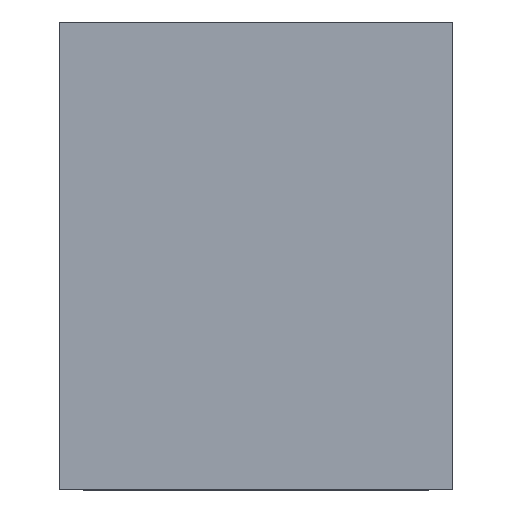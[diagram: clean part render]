
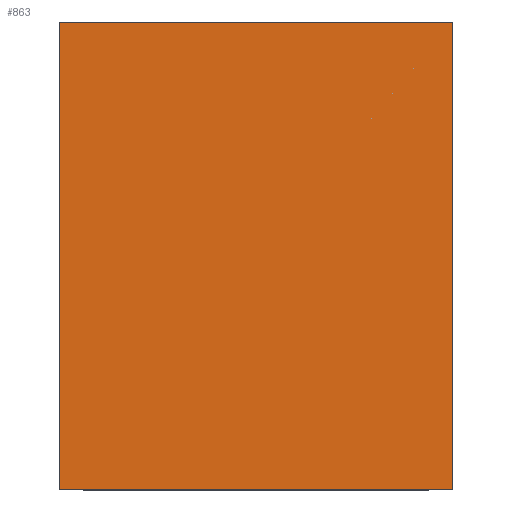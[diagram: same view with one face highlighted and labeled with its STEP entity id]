
A CAD part, left-side view. The second image highlights one B-rep face of the part: STEP entity #863.
In plain terms, the highlighted planar face has unit normal (-1, 0, 0).
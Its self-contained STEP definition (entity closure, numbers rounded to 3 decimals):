
#26 = EDGE_CURVE ( 'NONE', #345, #936, #699, .T. ) ;
#110 = DIRECTION ( 'NONE',  ( 0., 0., -1. ) ) ;
#116 = CARTESIAN_POINT ( 'NONE',  ( -1.6, 2.1, 1.25 ) ) ;
#150 = DIRECTION ( 'NONE',  ( 0., -1., 0. ) ) ;
#194 = DIRECTION ( 'NONE',  ( 1., 0., 0. ) ) ;
#239 = EDGE_LOOP ( 'NONE', ( #275, #805, #906, #703 ) ) ;
#275 = ORIENTED_EDGE ( 'NONE', *, *, #1100, .T. ) ;
#279 = DIRECTION ( 'NONE',  ( 0., 0., -1. ) ) ;
#285 = CARTESIAN_POINT ( 'NONE',  ( -1.6, 0., 1.25 ) ) ;
#345 = VERTEX_POINT ( 'NONE', #685 ) ;
#398 = CARTESIAN_POINT ( 'NONE',  ( -1.6, 0., -1.25 ) ) ;
#402 = CARTESIAN_POINT ( 'NONE',  ( -1.6, 0., 1.25 ) ) ;
#417 = VECTOR ( 'NONE', #150, 1000. ) ;
#449 = CARTESIAN_POINT ( 'NONE',  ( -1.6, 0., 1.25 ) ) ;
#458 = EDGE_CURVE ( 'NONE', #869, #927, #1097, .T. ) ;
#497 = VECTOR ( 'NONE', #670, 1000. ) ;
#544 = CARTESIAN_POINT ( 'NONE',  ( -1.6, 0., -1.25 ) ) ;
#628 = FACE_OUTER_BOUND ( 'NONE', #239, .T. ) ;
#670 = DIRECTION ( 'NONE',  ( 0., -1., 0. ) ) ;
#680 = VECTOR ( 'NONE', #110, 1000. ) ;
#685 = CARTESIAN_POINT ( 'NONE',  ( -1.6, 2.1, 1.25 ) ) ;
#699 = LINE ( 'NONE', #116, #888 ) ;
#703 = ORIENTED_EDGE ( 'NONE', *, *, #26, .T. ) ;
#805 = ORIENTED_EDGE ( 'NONE', *, *, #458, .F. ) ;
#819 = DIRECTION ( 'NONE',  ( 0., 0., -1. ) ) ;
#863 = ADVANCED_FACE ( 'NONE', ( #628 ), #978, .F. ) ;
#869 = VERTEX_POINT ( 'NONE', #449 ) ;
#888 = VECTOR ( 'NONE', #819, 1000. ) ;
#896 = CARTESIAN_POINT ( 'NONE',  ( -1.6, 0., 1.25 ) ) ;
#906 = ORIENTED_EDGE ( 'NONE', *, *, #1107, .F. ) ;
#927 = VERTEX_POINT ( 'NONE', #398 ) ;
#936 = VERTEX_POINT ( 'NONE', #1015 ) ;
#978 = PLANE ( 'NONE',  #979 ) ;
#979 = AXIS2_PLACEMENT_3D ( 'NONE', #896, #194, #279 ) ;
#1015 = CARTESIAN_POINT ( 'NONE',  ( -1.6, 2.1, -1.25 ) ) ;
#1068 = LINE ( 'NONE', #402, #417 ) ;
#1079 = LINE ( 'NONE', #544, #497 ) ;
#1097 = LINE ( 'NONE', #285, #680 ) ;
#1100 = EDGE_CURVE ( 'NONE', #936, #927, #1079, .T. ) ;
#1107 = EDGE_CURVE ( 'NONE', #345, #869, #1068, .T. ) ;
